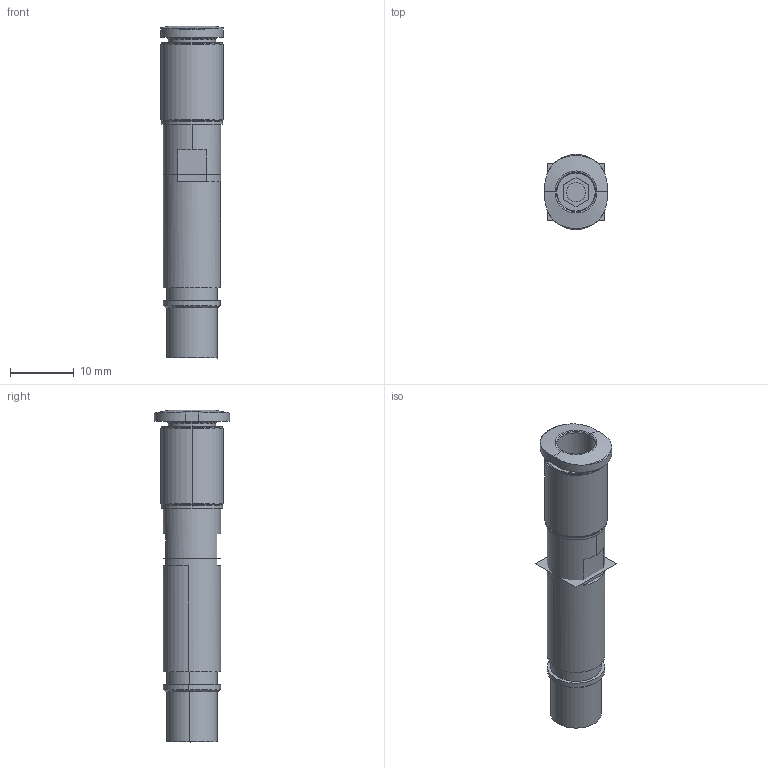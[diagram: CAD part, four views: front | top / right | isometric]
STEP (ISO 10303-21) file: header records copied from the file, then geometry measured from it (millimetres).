
FILE_DESCRIPTION((''),'2;1');
FILE_NAME('6MM-OD_1_1','2019-05-07T',('sy.ji'),(''),'PRO/ENGINEER BY PARAMETRIC TECHNOLOGY CORPORATION, 2014310','PRO/ENGINEER BY PARAMETRIC TECHNOLOGY CORPORATION, 2014310','');
FILE_SCHEMA(('CONFIG_CONTROL_DESIGN'));
Length unit declared in the file: millimetre
Products named in the file (1): 6MM-OD_1_1
Bounding box: 9.8 x 11.8 x 52.15 mm (x, y, z)
Volume: 2029.2 mm3; surface area: 2976.2 mm2
Topology: 1 solids, 4 shells, 116 faces, 256 edges, 160 vertices
Faces by surface type: cylinder 44, plane 34, cone 22, torus 16
Entity records: 4299 total; most frequent: CARTESIAN_POINT 635, DIRECTION 612, ORIENTED_EDGE 508, EDGE_CURVE 256, AXIS2_PLACEMENT_3D 255, VERTEX_POINT 160, FILL_AREA_STYLE_COLOUR 138, FILL_AREA_STYLE 138
